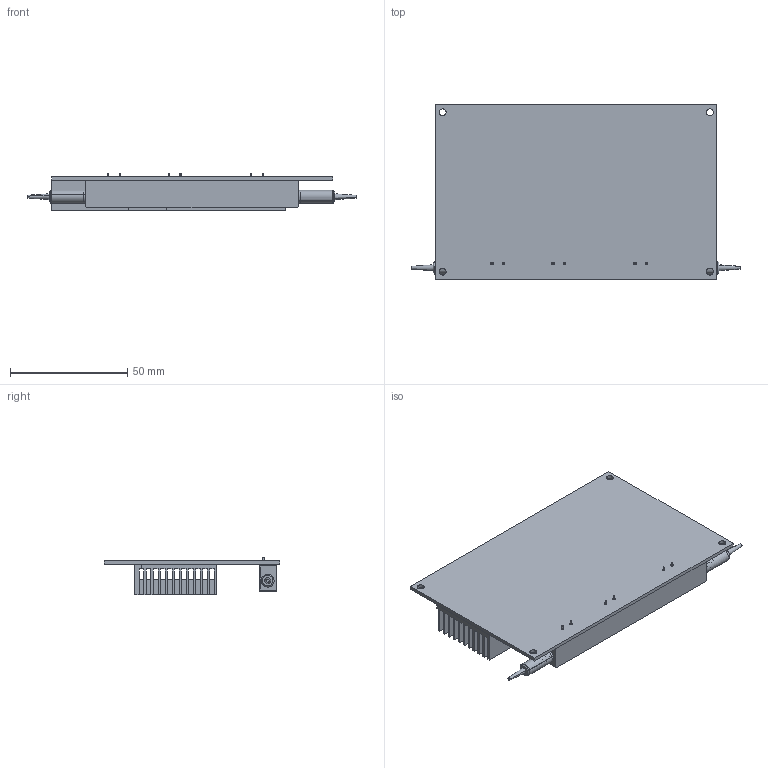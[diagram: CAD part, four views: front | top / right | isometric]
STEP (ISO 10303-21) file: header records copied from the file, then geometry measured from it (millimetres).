
FILE_DESCRIPTION (( 'STEP AP203' ), '1' );
FILE_NAME ('Polarization_scambler_5MHz.STEP', '2019-12-03T21:14:03', ( '' ), ( '' ), 'SwSTEP 2.0', 'SolidWorks 2018', '' );
FILE_SCHEMA (( 'CONFIG_CONTROL_DESIGN' ));
Length unit declared in the file: millimetre
Products named in the file (8): Polarization_scambler_5MHz; Box_Polarization_scanbler_5MHz; PIN; new EO bar; PCB; EO; End cap; Cover_Polarization_scambler_5MHz
Assembly tree (14 placements, depth 2):
  Polarization_scambler_5MHz
    Box_Polarization_scanbler_5MHz
    Cover_Polarization_scambler_5MHz
    new EO bar
    EO  x2
    End cap  x2
    PIN  x6
    PCB
Bounding box: 140 x 75 x 16 mm (x, y, z)
Volume: 41549.7 mm3; surface area: 58390.8 mm2
Topology: 23 solids, 23 shells, 347 faces, 845 edges, 554 vertices
Faces by surface type: plane 223, cylinder 100, cone 24
Entity records: 9931 total; most frequent: CARTESIAN_POINT 1927, ORIENTED_EDGE 1430, DIRECTION 1429, EDGE_CURVE 715, VECTOR 541, LINE 541, VERTEX_POINT 468, AXIS2_PLACEMENT_3D 444
